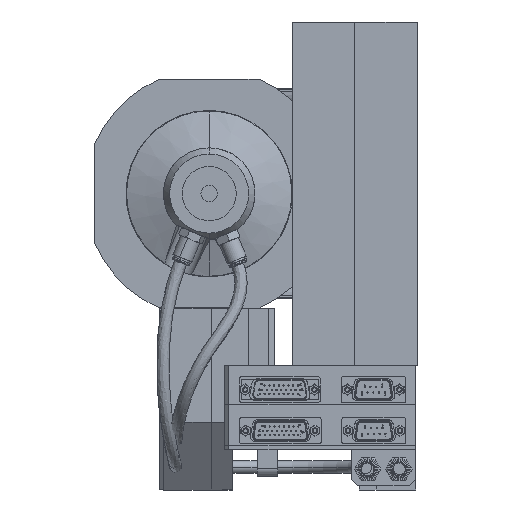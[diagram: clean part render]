
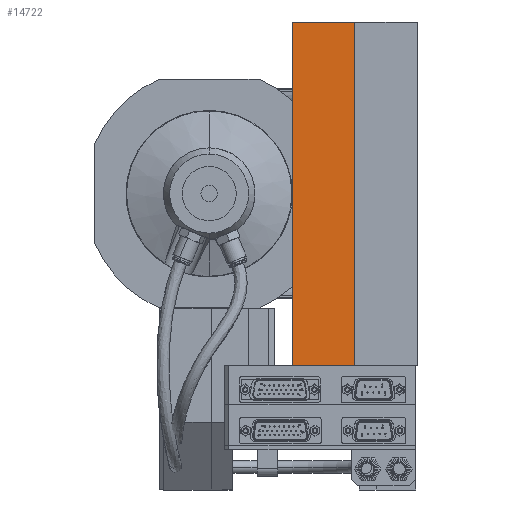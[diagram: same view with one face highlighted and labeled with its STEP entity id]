
A CAD part, left-side view. The second image highlights one B-rep face of the part: STEP entity #14722.
In plain terms, the highlighted planar face has unit normal (-1, 0, 0).
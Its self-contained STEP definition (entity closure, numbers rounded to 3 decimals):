
#1824 = ORIENTED_EDGE ( 'NONE', *, *, #66893, .T. ) ;
#5594 = VERTEX_POINT ( 'NONE', #61659 ) ;
#6832 = CARTESIAN_POINT ( 'NONE',  ( 0., -30., 82.5 ) ) ;
#9805 = VECTOR ( 'NONE', #63123, 1000. ) ;
#10441 = DIRECTION ( 'NONE',  ( 0., 0., 1. ) ) ;
#11326 = AXIS2_PLACEMENT_3D ( 'NONE', #36831, #47736, #10441 ) ;
#12338 = DIRECTION ( 'NONE',  ( 0., 1., 0. ) ) ;
#13938 = LINE ( 'NONE', #21006, #9805 ) ;
#14722 = ADVANCED_FACE ( 'NONE', ( #17413 ), #68614, .T. ) ;
#15089 = CARTESIAN_POINT ( 'NONE',  ( 0., 0., -82.5 ) ) ;
#16230 = VECTOR ( 'NONE', #54139, 1000. ) ;
#17413 = FACE_OUTER_BOUND ( 'NONE', #52128, .T. ) ;
#18753 = LINE ( 'NONE', #6832, #16230 ) ;
#21006 = CARTESIAN_POINT ( 'NONE',  ( 0., 0., 82.5 ) ) ;
#28073 = CARTESIAN_POINT ( 'NONE',  ( 0., -30., 82.5 ) ) ;
#28938 = VERTEX_POINT ( 'NONE', #15089 ) ;
#32338 = LINE ( 'NONE', #28073, #43130 ) ;
#33162 = CARTESIAN_POINT ( 'NONE',  ( 0., 0., 82.5 ) ) ;
#36831 = CARTESIAN_POINT ( 'NONE',  ( 0., -30., 82.5 ) ) ;
#36938 = ORIENTED_EDGE ( 'NONE', *, *, #53620, .T. ) ;
#37699 = CARTESIAN_POINT ( 'NONE',  ( 0., -30., -82.5 ) ) ;
#38467 = CARTESIAN_POINT ( 'NONE',  ( 0., -30., -82.5 ) ) ;
#43130 = VECTOR ( 'NONE', #12338, 1000. ) ;
#43321 = LINE ( 'NONE', #38467, #61561 ) ;
#47500 = VERTEX_POINT ( 'NONE', #37699 ) ;
#47736 = DIRECTION ( 'NONE',  ( -1., 0., 0. ) ) ;
#49390 = DIRECTION ( 'NONE',  ( 0., 1., 0. ) ) ;
#51851 = EDGE_CURVE ( 'NONE', #47500, #28938, #43321, .T. ) ;
#52128 = EDGE_LOOP ( 'NONE', ( #55452, #60968, #1824, #36938 ) ) ;
#53620 = EDGE_CURVE ( 'NONE', #5594, #66103, #32338, .T. ) ;
#54139 = DIRECTION ( 'NONE',  ( 0., 0., 1. ) ) ;
#55452 = ORIENTED_EDGE ( 'NONE', *, *, #61766, .F. ) ;
#60968 = ORIENTED_EDGE ( 'NONE', *, *, #51851, .F. ) ;
#61561 = VECTOR ( 'NONE', #49390, 1000. ) ;
#61659 = CARTESIAN_POINT ( 'NONE',  ( 0., -30., 82.5 ) ) ;
#61766 = EDGE_CURVE ( 'NONE', #28938, #66103, #13938, .T. ) ;
#63123 = DIRECTION ( 'NONE',  ( 0., 0., 1. ) ) ;
#66103 = VERTEX_POINT ( 'NONE', #33162 ) ;
#66893 = EDGE_CURVE ( 'NONE', #47500, #5594, #18753, .T. ) ;
#68614 = PLANE ( 'NONE',  #11326 ) ;
